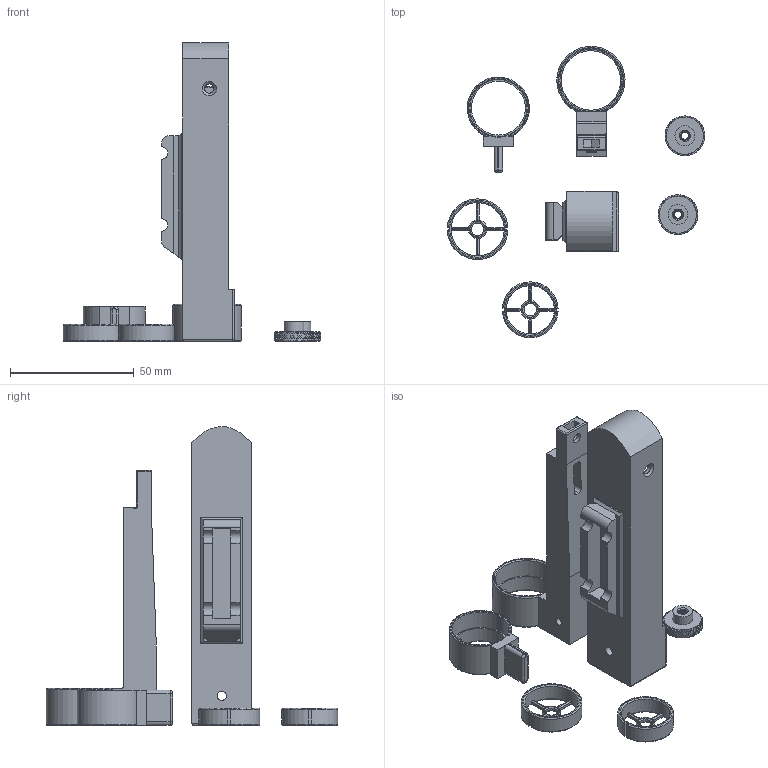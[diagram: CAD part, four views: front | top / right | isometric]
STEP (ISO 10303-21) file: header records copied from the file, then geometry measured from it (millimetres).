
FILE_DESCRIPTION(/* description */ ('STEP AP242','CAx-IF Rec.Pracs.---Representation and Presentation of Product Manufacturing Information (PMI)---4.0---2014-10-13','CAx-IF Rec.Pracs.---3D Tessellated Geometry---0.4---2014-09-14','2;1'),/* implementation_level */ '2;1');
FILE_NAME(/* name */ '65a4a28b5fed76234a55faa7',/* time_stamp */ '2024-01-15T03:12:12Z',/* author */ (''),/* organization */ (''),/* preprocessor_version */ 'ST-DEVELOPER v19.4',/* originating_system */ ' ',/* authorisation */ ' ');
FILE_SCHEMA (('AP242_MANAGED_MODEL_BASED_3D_ENGINEERING_MIM_LF { 1 0 10303 442 1 1 4 }'));
Length unit declared in the file: metre
Products named in the file (7): inside; outside; knob 1; knob 2; rear loop; front sight; rear sight
Bounding box: 103.82 x 117.48 x 120.58 mm (x, y, z)
Volume: 45019.9 mm3; surface area: 33550.3 mm2
Topology: 7 solids, 7 shells, 791 faces, 2103 edges, 1342 vertices
Faces by surface type: bspline 398, cylinder 169, plane 150, torus 64, cone 6, sphere 4
Full cylindrical faces by diameter (mm): 3.1 x2, 3.75 x4, 4 x2, 5 x2, 8 x2, 15 x2, 19.5 x1, 21.5 x1, 21.75 x1, 24 x1
Entity records: 31712 total; most frequent: CARTESIAN_POINT 15788, ORIENTED_EDGE 4084, EDGE_CURVE 2042, DIRECTION 1792, VERTEX_POINT 1323, B_SPLINE_CURVE_WITH_KNOTS 1307, EDGE_LOOP 891, FACE_BOUND 891
